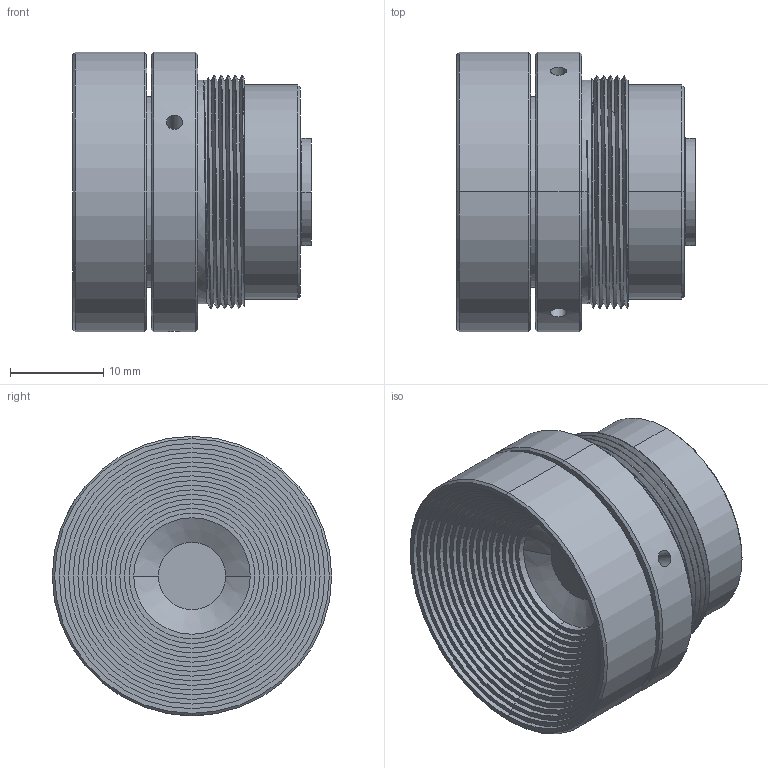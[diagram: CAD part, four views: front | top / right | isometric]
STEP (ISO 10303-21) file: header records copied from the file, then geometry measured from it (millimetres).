
FILE_DESCRIPTION((''),'2;1');
FILE_NAME('CH2796FB_ASM','2024-09-29T16:41:25',('lanconsi'),(''),'CREO PARAMETRIC BY PTC INC, 2023073','CREO PARAMETRIC BY PTC INC, 2023073','');
FILE_SCHEMA(('CONFIG_CONTROL_DESIGN'));
Length unit declared in the file: millimetre
Products named in the file (4): CH2796EB-MO1; CH2796B; GY_01; CH2796FB_ASM
Assembly tree (3 placements, depth 2):
  CH2796FB_ASM
    CH2796EB-MO1
    CH2796B
    GY_01
Bounding box: 25.6 x 30 x 30 mm (x, y, z)
Volume: 10005.3 mm3; surface area: 8608.3 mm2
Topology: 3 solids, 3 shells, 252 faces, 625 edges, 400 vertices
Faces by surface type: cylinder 154, cone 34, plane 34, bspline 30
Entity records: 19080 total; most frequent: CARTESIAN_POINT 13408, ORIENTED_EDGE 1250, DIRECTION 989, EDGE_CURVE 625, VERTEX_POINT 400, AXIS2_PLACEMENT_3D 388, EDGE_LOOP 291, B_SPLINE_CURVE_WITH_KNOTS 253
